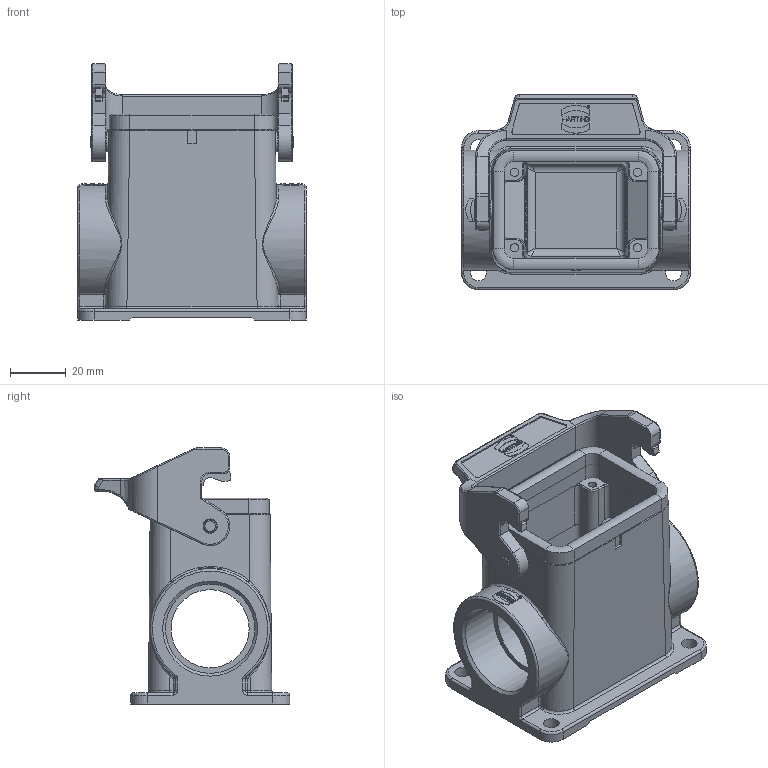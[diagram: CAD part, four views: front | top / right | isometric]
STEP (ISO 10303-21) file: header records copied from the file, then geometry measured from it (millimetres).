
FILE_DESCRIPTION(/* description */ (''),/* implementation_level */ '2;1');
FILE_NAME(/* name */ '100581197ugm000_d.stp',/* time_stamp */ '2017-10-31T11:01:49+01:00',/* author */ (''),/* organization */ (''),/* preprocessor_version */ 'ST-DEVELOPER v16',/* originating_system */ 'SIEMENS PLM Software NX 10.0',/* authorisation */ '');
FILE_SCHEMA (('AUTOMOTIVE_DESIGN { 1 0 10303 214 3 1 1 1 }'));
Length unit declared in the file: millimetre
Products named in the file (1): 100581197ugm000_d
Bounding box: 82 x 70 x 91.8 mm (x, y, z)
Volume: 108690.1 mm3; surface area: 47955.3 mm2
Topology: 2 solids, 2 shells, 851 faces, 2806 edges, 2645 vertices
Faces by surface type: plane 453, cylinder 250, bspline 80, torus 38, cone 16, sphere 10, extrusion 4
Full cylindrical faces by diameter (mm): 0.88 x2, 0.95 x1, 1.04 x2, 1.05 x1, 2.95 x2, 3 x4, 4 x2, 4.8 x2, 5.1 x2, 5.6 x4, 7 x2, 28 x2, 32 x2
Entity records: 39189 total; most frequent: CARTESIAN_POINT 11261, DIRECTION 4295, ORIENTED_EDGE 4202, EDGE_CURVE 2101, AXIS2_PLACEMENT_3D 1479, VERTEX_POINT 1361, VECTOR 1337, LINE 1333
